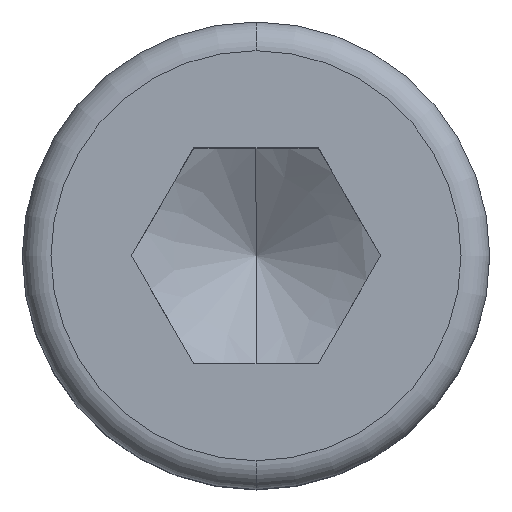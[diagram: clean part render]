
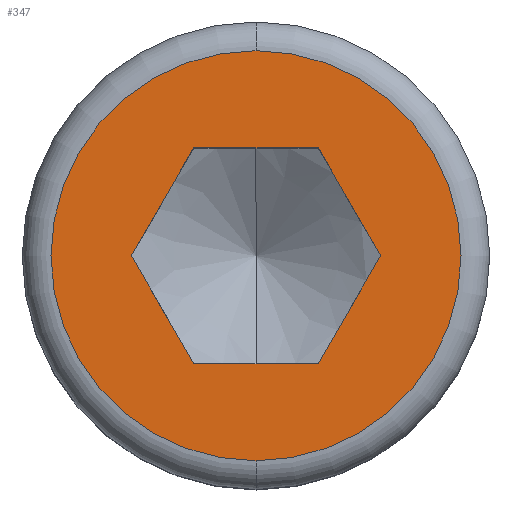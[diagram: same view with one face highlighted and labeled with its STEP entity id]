
A CAD part, top view. The second image highlights one B-rep face of the part: STEP entity #347.
In plain terms, the highlighted planar face has unit normal (0, 0, 1).
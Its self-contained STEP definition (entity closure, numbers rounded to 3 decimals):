
#173=VERTEX_POINT('',#412);
#201=EDGE_CURVE('',#229,#271,#443,.T.);
#211=VERTEX_POINT('',#453);
#213=EDGE_CURVE('',#287,#273,#455,.T.);
#229=VERTEX_POINT('',#473);
#261=EDGE_CURVE('',#273,#173,#507,.T.);
#263=EDGE_CURVE('',#271,#229,#509,.T.);
#271=VERTEX_POINT('',#520);
#273=VERTEX_POINT('',#522);
#275=EDGE_CURVE('',#319,#287,#524,.T.);
#287=VERTEX_POINT('',#538);
#309=EDGE_CURVE('',#211,#319,#563,.T.);
#319=VERTEX_POINT('',#574);
#339=EDGE_CURVE('',#173,#343,#597,.T.);
#343=VERTEX_POINT('',#601);
#347=ADVANCED_FACE('',(#605,#606),#607,.T.);
#349=EDGE_CURVE('',#343,#211,#609,.T.);
#412=CARTESIAN_POINT('',(1.733,3.001,8.));
#443=CIRCLE('',#739,5.7);
#453=CARTESIAN_POINT('',(1.733,-3.001,8.));
#455=LINE('',#753,#754);
#473=CARTESIAN_POINT('',(0.,-5.7,8.));
#507=LINE('',#855,#856);
#509=CIRCLE('',#859,5.7);
#520=CARTESIAN_POINT('',(0.,5.7,8.));
#522=CARTESIAN_POINT('',(-1.733,3.001,8.));
#524=LINE('',#875,#876);
#538=CARTESIAN_POINT('',(-3.465,0.,8.));
#563=LINE('',#930,#931);
#574=CARTESIAN_POINT('',(-1.732,-3.001,8.));
#597=LINE('',#984,#985);
#601=CARTESIAN_POINT('',(3.465,0.,8.));
#605=FACE_BOUND('',#995,.T.);
#606=FACE_OUTER_BOUND('',#996,.T.);
#607=PLANE('',#997);
#609=LINE('',#1000,#1001);
#739=AXIS2_PLACEMENT_3D('',#1106,#1107,#1108);
#753=CARTESIAN_POINT('',(-2.166,2.251,8.));
#754=VECTOR('',#1112,1.0);
#855=CARTESIAN_POINT('',(0.866,3.001,8.));
#856=VECTOR('',#1156,1.0);
#859=AXIS2_PLACEMENT_3D('',#1157,#1158,#1159);
#875=CARTESIAN_POINT('',(-3.032,-0.75,8.));
#876=VECTOR('',#1182,1.0);
#930=CARTESIAN_POINT('',(-0.866,-3.001,8.));
#931=VECTOR('',#1225,1.0);
#984=CARTESIAN_POINT('',(3.032,0.75,8.));
#985=VECTOR('',#1264,1.0);
#995=EDGE_LOOP('',(#1267,#1268,#1269,#1270,#1271,#1272));
#996=EDGE_LOOP('',(#1273,#1274));
#997=AXIS2_PLACEMENT_3D('',#1275,#1276,#1277);
#1000=CARTESIAN_POINT('',(2.166,-2.251,8.));
#1001=VECTOR('',#1278,1.0);
#1106=CARTESIAN_POINT('',(0.,0.,8.));
#1107=DIRECTION('',(0.,0.,1.0));
#1108=DIRECTION('',(-1.0,0.0,0.));
#1112=DIRECTION('',(0.5,0.866,0.0));
#1156=DIRECTION('',(1.0,0.0,0.0));
#1157=CARTESIAN_POINT('',(0.,0.,8.));
#1158=DIRECTION('',(0.,0.,1.0));
#1159=DIRECTION('',(-1.0,0.0,0.));
#1182=DIRECTION('',(-0.5,0.866,0.0));
#1225=DIRECTION('',(-1.0,0.0,0.0));
#1264=DIRECTION('',(0.5,-0.866,0.0));
#1267=ORIENTED_EDGE('',*,*,#275,.T.);
#1268=ORIENTED_EDGE('',*,*,#213,.T.);
#1269=ORIENTED_EDGE('',*,*,#261,.T.);
#1270=ORIENTED_EDGE('',*,*,#339,.T.);
#1271=ORIENTED_EDGE('',*,*,#349,.T.);
#1272=ORIENTED_EDGE('',*,*,#309,.T.);
#1273=ORIENTED_EDGE('',*,*,#201,.T.);
#1274=ORIENTED_EDGE('',*,*,#263,.T.);
#1275=CARTESIAN_POINT('',(0.,-4.982,8.));
#1276=DIRECTION('',(0.,0.,1.0));
#1277=DIRECTION('',(0.,-1.0,0.));
#1278=DIRECTION('',(-0.5,-0.866,0.0));
